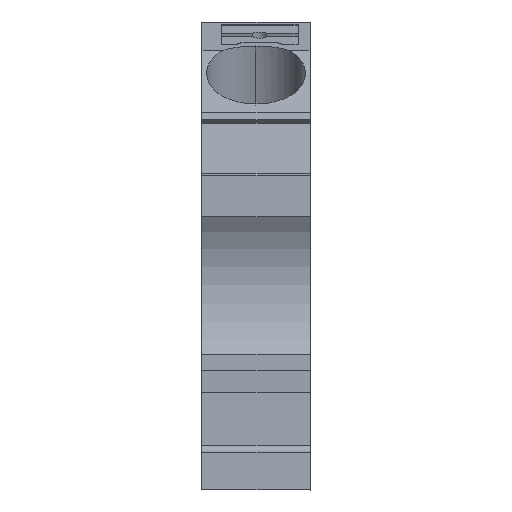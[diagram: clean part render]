
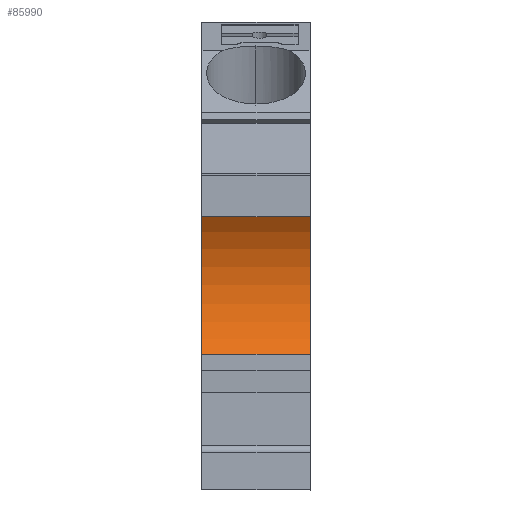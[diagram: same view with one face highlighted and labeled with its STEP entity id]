
A CAD part, front view. The second image highlights one B-rep face of the part: STEP entity #85990.
In plain terms, the highlighted cylindrical face has radius 13.2 mm (diameter 26.4 mm), a partial arc.
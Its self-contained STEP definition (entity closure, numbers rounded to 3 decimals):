
#4190=CARTESIAN_POINT('',(-42.504,15.45,
-42.52));
#4200=VERTEX_POINT('',#4190);
#4230=CARTESIAN_POINT('',(-53.189,23.2,
-42.52));
#4240=DIRECTION('',(0.,0.,-1.));
#4250=DIRECTION('',(1.,0.,0.));
#4260=AXIS2_PLACEMENT_3D('',#4230,#4240,#4250);
#4270=CIRCLE('',#4260,13.2);
#4280=CARTESIAN_POINT('',(-42.504,30.95,
-42.52));
#4290=VERTEX_POINT('',#4280);
#4300=EDGE_CURVE('',#4290,#4200,#4270,.T.);
#11340=CARTESIAN_POINT('',(-42.504,30.95,
-54.67));
#11350=VERTEX_POINT('',#11340);
#11380=CARTESIAN_POINT('',(-53.189,23.2,
-54.67));
#11390=DIRECTION('',(0.,0.,-1.));
#11400=DIRECTION('',(1.,0.,0.));
#11410=AXIS2_PLACEMENT_3D('',#11380,#11390,#11400);
#11420=CIRCLE('',#11410,13.2);
#11430=CARTESIAN_POINT('',(-42.504,15.45,
-54.67));
#11440=VERTEX_POINT('',#11430);
#11450=EDGE_CURVE('',#11350,#11440,#11420,.T.);
#85780=CARTESIAN_POINT('',(-53.189,23.2,
-54.67));
#85790=DIRECTION('',(0.,0.,-1.));
#85800=DIRECTION('',(1.,0.,0.));
#85810=AXIS2_PLACEMENT_3D('',#85780,#85790,#85800);
#85820=CYLINDRICAL_SURFACE('',#85810,13.2);
#85830=CARTESIAN_POINT('',(-42.504,30.95,
-54.67));
#85840=DIRECTION('',(0.,0.,-1.));
#85850=VECTOR('',#85840,1.);
#85860=LINE('',#85830,#85850);
#85870=EDGE_CURVE('',#4290,#11350,#85860,.T.);
#85880=ORIENTED_EDGE('',*,*,#85870,.T.);
#85890=ORIENTED_EDGE('',*,*,#4300,.F.);
#85900=CARTESIAN_POINT('',(-42.504,15.45,
-54.67));
#85910=DIRECTION('',(0.,0.,-1.));
#85920=VECTOR('',#85910,1.);
#85930=LINE('',#85900,#85920);
#85940=EDGE_CURVE('',#4200,#11440,#85930,.T.);
#85950=ORIENTED_EDGE('',*,*,#85940,.F.);
#85960=ORIENTED_EDGE('',*,*,#11450,.T.);
#85970=EDGE_LOOP('',(#85960,#85950,#85890,#85880));
#85980=FACE_OUTER_BOUND('',#85970,.T.);
#85990=ADVANCED_FACE('',(#85980),#85820,.F.);
